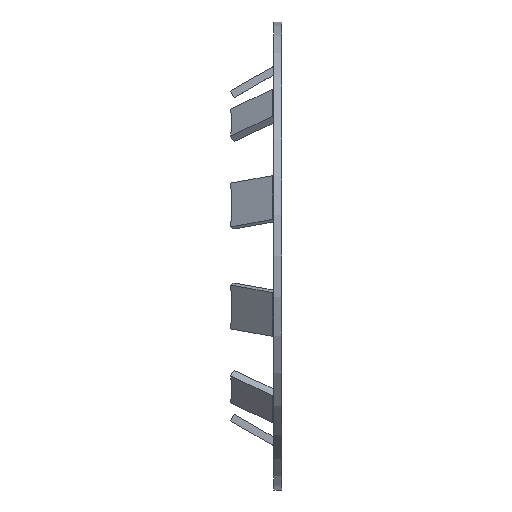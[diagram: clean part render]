
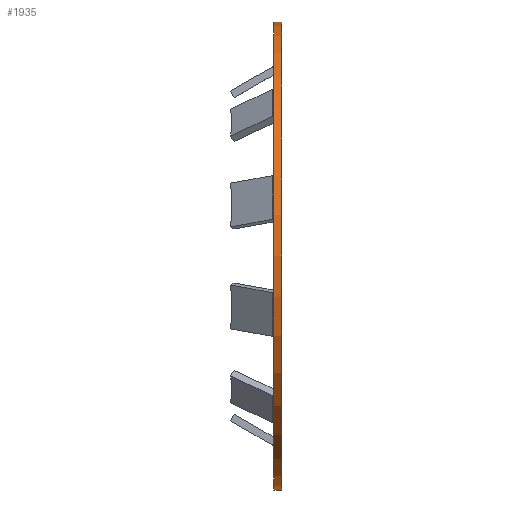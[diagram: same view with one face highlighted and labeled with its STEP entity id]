
A CAD part, left-side view. The second image highlights one B-rep face of the part: STEP entity #1935.
In plain terms, the highlighted cylindrical face has radius 15.25 mm (diameter 30.5 mm), a partial arc.
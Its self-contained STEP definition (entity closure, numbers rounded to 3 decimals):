
#205 = CARTESIAN_POINT ( 'NONE',  ( 0., 0., -15.25 ) ) ;
#221 = CARTESIAN_POINT ( 'NONE',  ( 0., -0.5, 15.25 ) ) ;
#227 = CARTESIAN_POINT ( 'NONE',  ( 0., -0.5, -15.25 ) ) ;
#238 = CARTESIAN_POINT ( 'NONE',  ( 0., 0., 15.25 ) ) ;
#414 = CARTESIAN_POINT ( 'NONE',  ( 0., -0.5, 0. ) ) ;
#416 = DIRECTION ( 'NONE',  ( 0., 1., 0. ) ) ;
#418 = DIRECTION ( 'NONE',  ( 0., 0., 1. ) ) ;
#1123 = DIRECTION ( 'NONE',  ( 0., 0., 1. ) ) ;
#1124 = DIRECTION ( 'NONE',  ( 0., 1., 0. ) ) ;
#1125 = CARTESIAN_POINT ( 'NONE',  ( 0., 0., 0. ) ) ;
#1327 = DIRECTION ( 'NONE',  ( 0., 0., 1. ) ) ;
#1347 = DIRECTION ( 'NONE',  ( 0., 1., 0. ) ) ;
#1351 = CARTESIAN_POINT ( 'NONE',  ( 0., -0.5, 0. ) ) ;
#1404 = AXIS2_PLACEMENT_3D ( 'NONE', #1351, #1347, #1327 ) ;
#1486 = EDGE_CURVE ( 'NONE', #2461, #2517, #3748, .T. ) ;
#1489 = EDGE_CURVE ( 'NONE', #2485, #2342, #3714, .T. ) ;
#1566 = EDGE_CURVE ( 'NONE', #2461, #2485, #3664, .T. ) ;
#1671 = EDGE_CURVE ( 'NONE', #2517, #2342, #3531, .T. ) ;
#1935 = ADVANCED_FACE ( 'NONE', ( #3192 ), #3182, .T. ) ;
#2070 = ORIENTED_EDGE ( 'NONE', *, *, #1489, .T. ) ;
#2115 = ORIENTED_EDGE ( 'NONE', *, *, #1671, .F. ) ;
#2264 = ORIENTED_EDGE ( 'NONE', *, *, #1566, .T. ) ;
#2342 = VERTEX_POINT ( 'NONE', #238 ) ;
#2461 = VERTEX_POINT ( 'NONE', #227 ) ;
#2485 = VERTEX_POINT ( 'NONE', #221 ) ;
#2517 = VERTEX_POINT ( 'NONE', #205 ) ;
#2574 = EDGE_LOOP ( 'NONE', ( #2857, #2264, #2070, #2115 ) ) ;
#2857 = ORIENTED_EDGE ( 'NONE', *, *, #1486, .F. ) ;
#3182 = CYLINDRICAL_SURFACE ( 'NONE', #3989, 15.25 ) ;
#3192 = FACE_OUTER_BOUND ( 'NONE', #2574, .T. ) ;
#3531 = CIRCLE ( 'NONE', #3913, 15.25 ) ;
#3664 = CIRCLE ( 'NONE', #1404, 15.25 ) ;
#3696 = VECTOR ( 'NONE', #4202, 1000. ) ;
#3700 = VECTOR ( 'NONE', #4237, 1000. ) ;
#3714 = LINE ( 'NONE', #4196, #3696 ) ;
#3748 = LINE ( 'NONE', #4223, #3700 ) ;
#3913 = AXIS2_PLACEMENT_3D ( 'NONE', #1125, #1124, #1123 ) ;
#3989 = AXIS2_PLACEMENT_3D ( 'NONE', #414, #416, #418 ) ;
#4196 = CARTESIAN_POINT ( 'NONE',  ( 0., -0.5, 15.25 ) ) ;
#4202 = DIRECTION ( 'NONE',  ( 0., 1., 0. ) ) ;
#4223 = CARTESIAN_POINT ( 'NONE',  ( 0., -0.5, -15.25 ) ) ;
#4237 = DIRECTION ( 'NONE',  ( 0., 1., 0. ) ) ;
